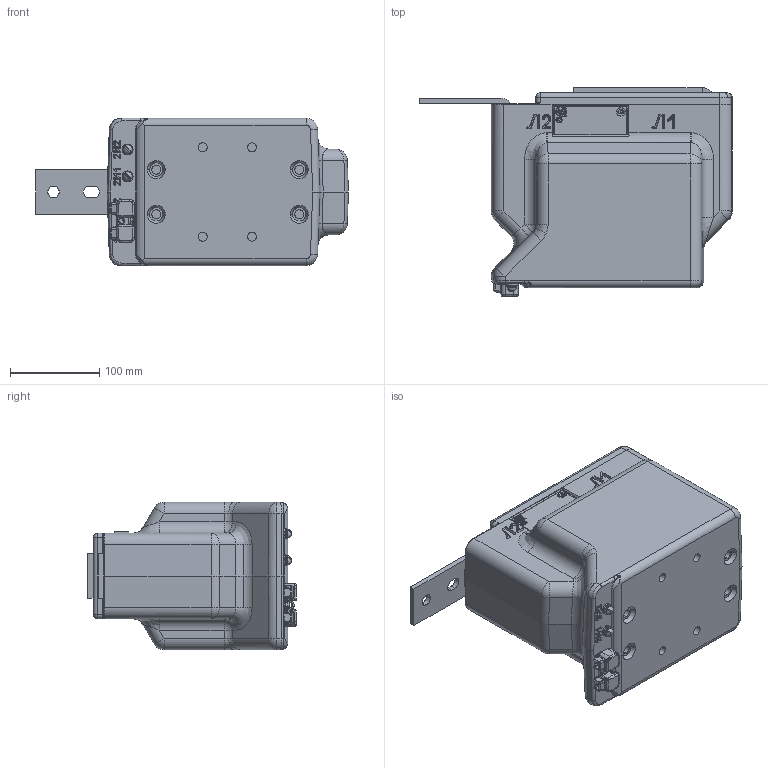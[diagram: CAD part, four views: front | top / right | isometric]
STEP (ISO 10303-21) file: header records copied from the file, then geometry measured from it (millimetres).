
FILE_DESCRIPTION (( 'STEP AP203' ), '1' );
FILE_NAME ('ﾒﾎﾋ-10-8.1-2.STEP', '2013-03-04T04:40:34', ( '' ), ( '' ), 'SwSTEP 2.0', 'SolidWorks 2010', '' );
FILE_SCHEMA (( 'CONFIG_CONTROL_DESIGN' ));
Length unit declared in the file: millimetre
Products named in the file (1): ﾒﾎﾋ-10-8.1-2
Bounding box: 349.99 x 233.5 x 165 mm (x, y, z)
Volume: 7376459.9 mm3; surface area: 275246 mm2
Topology: 8 solids, 8 shells, 949 faces, 2351 edges, 1459 vertices
Faces by surface type: plane 350, cylinder 276, bspline 163, cone 116, sphere 34, torus 10
Entity records: 33200 total; most frequent: CARTESIAN_POINT 11795, ORIENTED_EDGE 4674, DIRECTION 4229, EDGE_CURVE 2337, AXIS2_PLACEMENT_3D 1541, VERTEX_POINT 1459, LINE 1147, VECTOR 1147
